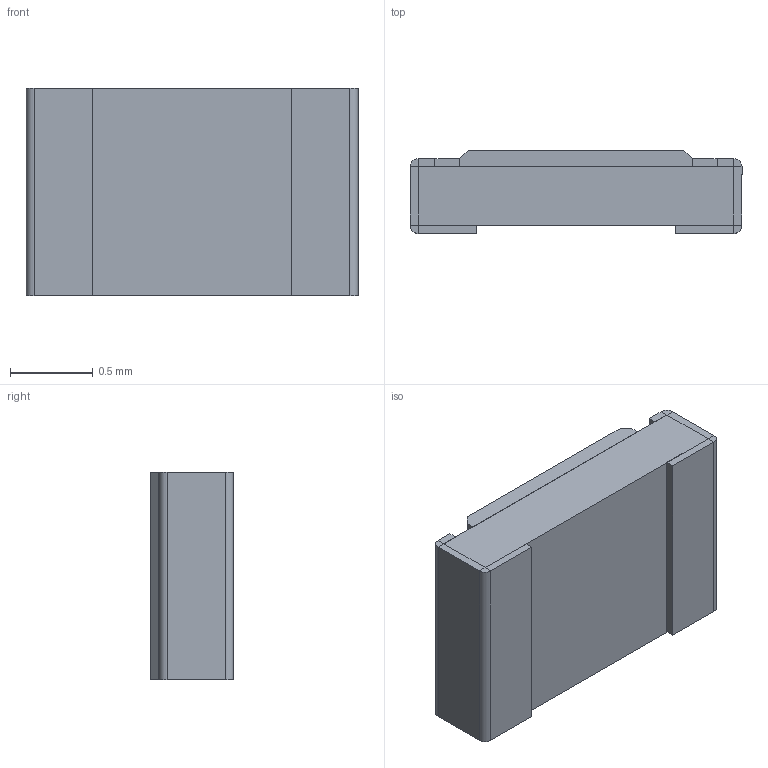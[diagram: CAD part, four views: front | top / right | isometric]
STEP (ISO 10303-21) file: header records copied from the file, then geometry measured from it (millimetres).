
FILE_DESCRIPTION (( 'STEP AP214' ), '1' );
FILE_NAME ('CR0805-1202.STEP', '2023-10-06T14:31:57', ( '' ), ( '' ), 'SwSTEP 2.0', 'SolidWorks 2023', '' );
FILE_SCHEMA (( 'AUTOMOTIVE_DESIGN' ));
Length unit declared in the file: millimetre
Products named in the file (1): CR0805-1202
Bounding box: 2 x 0.5 x 1.25 mm (x, y, z)
Volume: 1.1 mm3; surface area: 16.5 mm2
Topology: 4 solids, 4 shells, 108 faces, 253 edges, 158 vertices
Faces by surface type: plane 76, bspline 28, cylinder 4
Entity records: 5691 total; most frequent: CARTESIAN_POINT 2180, ORIENTED_EDGE 506, DIRECTION 367, EDGE_CURVE 253, VECTOR 189, LINE 189, VERTEX_POINT 158, UNCERTAINTY_MEASURE_WITH_UNIT 113
